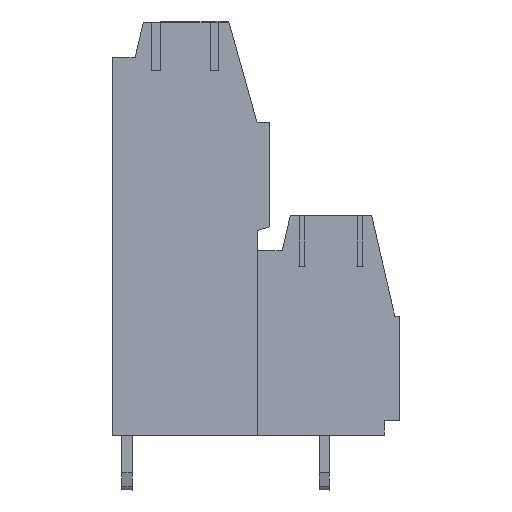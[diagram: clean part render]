
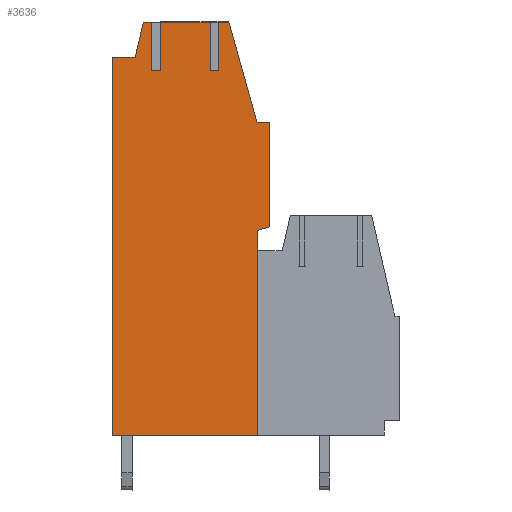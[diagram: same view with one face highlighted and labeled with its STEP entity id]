
A CAD part, left-side view. The second image highlights one B-rep face of the part: STEP entity #3636.
In plain terms, the highlighted planar face has unit normal (-1, 0, 0).
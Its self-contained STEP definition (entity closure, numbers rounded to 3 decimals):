
#3576=AXIS2_PLACEMENT_3D('Plane Axis2P3D',#3573,#3574,#3575) ;
#1061=CARTESIAN_POINT('Vertex',(0.,8.3,3.2)) ;
#1064=CARTESIAN_POINT('Line Origine',(0.,12.525,3.2)) ;
#1068=CARTESIAN_POINT('Vertex',(0.,16.75,3.2)) ;
#1886=CARTESIAN_POINT('Line Origine',(0.,16.75,14.225)) ;
#1890=CARTESIAN_POINT('Vertex',(0.,16.75,25.25)) ;
#2010=CARTESIAN_POINT('Vertex',(0.,8.3,15.15)) ;
#2013=CARTESIAN_POINT('Line Origine',(0.,8.3,9.175)) ;
#2174=CARTESIAN_POINT('Vertex',(0.,14.95,27.3)) ;
#2177=CARTESIAN_POINT('Line Origine',(0.,14.7,27.3)) ;
#2181=CARTESIAN_POINT('Vertex',(0.,14.45,27.3)) ;
#2230=CARTESIAN_POINT('Vertex',(0.,13.95,27.3)) ;
#2233=CARTESIAN_POINT('Line Origine',(0.,12.5,27.3)) ;
#2237=CARTESIAN_POINT('Vertex',(0.,11.05,27.3)) ;
#2286=CARTESIAN_POINT('Vertex',(0.,10.55,27.3)) ;
#2289=CARTESIAN_POINT('Line Origine',(0.,10.25,27.3)) ;
#2293=CARTESIAN_POINT('Vertex',(0.,9.95,27.3)) ;
#2605=CARTESIAN_POINT('Line Origine',(0.,9.131,24.375)) ;
#2609=CARTESIAN_POINT('Vertex',(0.,8.311,21.45)) ;
#2629=CARTESIAN_POINT('Line Origine',(0.,7.956,21.45)) ;
#2633=CARTESIAN_POINT('Vertex',(0.,7.6,21.45)) ;
#2653=CARTESIAN_POINT('Line Origine',(0.,7.6,18.4)) ;
#2657=CARTESIAN_POINT('Vertex',(0.,7.6,15.35)) ;
#3017=CARTESIAN_POINT('Line Origine',(0.,7.95,15.25)) ;
#3034=CARTESIAN_POINT('Line Origine',(0.,16.088,25.25)) ;
#3038=CARTESIAN_POINT('Vertex',(0.,15.425,25.25)) ;
#3058=CARTESIAN_POINT('Line Origine',(0.,15.188,26.275)) ;
#3573=CARTESIAN_POINT('Axis2P3D Location',(0.,7.6,0.)) ;
#3578=CARTESIAN_POINT('Line Origine',(0.,13.95,25.875)) ;
#3582=CARTESIAN_POINT('Vertex',(0.,13.95,24.45)) ;
#3585=CARTESIAN_POINT('Line Origine',(0.,14.2,24.45)) ;
#3589=CARTESIAN_POINT('Vertex',(0.,14.45,24.45)) ;
#3592=CARTESIAN_POINT('Line Origine',(0.,14.45,25.875)) ;
#3597=CARTESIAN_POINT('Line Origine',(0.,10.55,25.875)) ;
#3601=CARTESIAN_POINT('Vertex',(0.,10.55,24.45)) ;
#3604=CARTESIAN_POINT('Line Origine',(0.,10.8,24.45)) ;
#3608=CARTESIAN_POINT('Vertex',(0.,11.05,24.45)) ;
#3611=CARTESIAN_POINT('Line Origine',(0.,11.05,25.875)) ;
#1065=DIRECTION('Vector Direction',(0.,1.,0.)) ;
#1887=DIRECTION('Vector Direction',(0.,0.,1.)) ;
#2014=DIRECTION('Vector Direction',(0.,0.,-1.)) ;
#2178=DIRECTION('Vector Direction',(0.,-1.,0.)) ;
#2234=DIRECTION('Vector Direction',(0.,-1.,0.)) ;
#2290=DIRECTION('Vector Direction',(0.,-1.,0.)) ;
#2606=DIRECTION('Vector Direction',(0.,-0.27,-0.963)) ;
#2630=DIRECTION('Vector Direction',(0.,-1.,0.)) ;
#2654=DIRECTION('Vector Direction',(0.,0.,-1.)) ;
#3018=DIRECTION('Vector Direction',(0.,0.962,-0.275)) ;
#3035=DIRECTION('Vector Direction',(0.,-1.,0.)) ;
#3059=DIRECTION('Vector Direction',(0.,-0.226,0.974)) ;
#3574=DIRECTION('Axis2P3D Direction',(-1.,0.,0.)) ;
#3575=DIRECTION('Axis2P3D XDirection',(0.,0.,1.)) ;
#3579=DIRECTION('Vector Direction',(0.,0.,1.)) ;
#3586=DIRECTION('Vector Direction',(0.,-1.,0.)) ;
#3593=DIRECTION('Vector Direction',(0.,0.,1.)) ;
#3598=DIRECTION('Vector Direction',(0.,0.,1.)) ;
#3605=DIRECTION('Vector Direction',(0.,-1.,0.)) ;
#3612=DIRECTION('Vector Direction',(0.,0.,1.)) ;
#1066=VECTOR('Line Direction',#1065,1.) ;
#1888=VECTOR('Line Direction',#1887,1.) ;
#2015=VECTOR('Line Direction',#2014,1.) ;
#2179=VECTOR('Line Direction',#2178,1.) ;
#2235=VECTOR('Line Direction',#2234,1.) ;
#2291=VECTOR('Line Direction',#2290,1.) ;
#2607=VECTOR('Line Direction',#2606,1.) ;
#2631=VECTOR('Line Direction',#2630,1.) ;
#2655=VECTOR('Line Direction',#2654,1.) ;
#3019=VECTOR('Line Direction',#3018,1.) ;
#3036=VECTOR('Line Direction',#3035,1.) ;
#3060=VECTOR('Line Direction',#3059,1.) ;
#3580=VECTOR('Line Direction',#3579,1.) ;
#3587=VECTOR('Line Direction',#3586,1.) ;
#3594=VECTOR('Line Direction',#3593,1.) ;
#3599=VECTOR('Line Direction',#3598,1.) ;
#3606=VECTOR('Line Direction',#3605,1.) ;
#3613=VECTOR('Line Direction',#3612,1.) ;
#3617=ORIENTED_EDGE('',*,*,#2239,.T.) ;
#3618=ORIENTED_EDGE('',*,*,#3584,.F.) ;
#3619=ORIENTED_EDGE('',*,*,#3591,.F.) ;
#3620=ORIENTED_EDGE('',*,*,#3596,.T.) ;
#3621=ORIENTED_EDGE('',*,*,#2183,.T.) ;
#3622=ORIENTED_EDGE('',*,*,#3062,.T.) ;
#3623=ORIENTED_EDGE('',*,*,#3040,.T.) ;
#3624=ORIENTED_EDGE('',*,*,#1892,.T.) ;
#3625=ORIENTED_EDGE('',*,*,#1070,.T.) ;
#3626=ORIENTED_EDGE('',*,*,#2017,.T.) ;
#3627=ORIENTED_EDGE('',*,*,#3021,.T.) ;
#3628=ORIENTED_EDGE('',*,*,#2659,.T.) ;
#3629=ORIENTED_EDGE('',*,*,#2635,.T.) ;
#3630=ORIENTED_EDGE('',*,*,#2611,.T.) ;
#3631=ORIENTED_EDGE('',*,*,#2295,.T.) ;
#3632=ORIENTED_EDGE('',*,*,#3603,.F.) ;
#3633=ORIENTED_EDGE('',*,*,#3610,.F.) ;
#3634=ORIENTED_EDGE('',*,*,#3615,.T.) ;
#3636=ADVANCED_FACE('Hauptk\X2\00F6\X0\rper',(#3635),#3577,.T.) ;
#1070=EDGE_CURVE('',#1069,#1062,#1067,.F.) ;
#1892=EDGE_CURVE('',#1891,#1069,#1889,.F.) ;
#2017=EDGE_CURVE('',#1062,#2011,#2016,.F.) ;
#2183=EDGE_CURVE('',#2182,#2175,#2180,.F.) ;
#2239=EDGE_CURVE('',#2238,#2231,#2236,.F.) ;
#2295=EDGE_CURVE('',#2294,#2287,#2292,.F.) ;
#2611=EDGE_CURVE('',#2610,#2294,#2608,.F.) ;
#2635=EDGE_CURVE('',#2634,#2610,#2632,.F.) ;
#2659=EDGE_CURVE('',#2658,#2634,#2656,.F.) ;
#3021=EDGE_CURVE('',#2011,#2658,#3020,.F.) ;
#3040=EDGE_CURVE('',#3039,#1891,#3037,.F.) ;
#3062=EDGE_CURVE('',#2175,#3039,#3061,.F.) ;
#3584=EDGE_CURVE('',#3583,#2231,#3581,.T.) ;
#3591=EDGE_CURVE('',#3590,#3583,#3588,.T.) ;
#3596=EDGE_CURVE('',#3590,#2182,#3595,.T.) ;
#3603=EDGE_CURVE('',#3602,#2287,#3600,.T.) ;
#3610=EDGE_CURVE('',#3609,#3602,#3607,.T.) ;
#3615=EDGE_CURVE('',#3609,#2238,#3614,.T.) ;
#3616=EDGE_LOOP('',(#3617,#3618,#3619,#3620,#3621,#3622,#3623,#3624,#3625,#3626,#3627,#3628,#3629,#3630,#3631,#3632,#3633,#3634)) ;
#3635=FACE_OUTER_BOUND('',#3616,.T.) ;
#1067=LINE('Line',#1064,#1066) ;
#1889=LINE('Line',#1886,#1888) ;
#2016=LINE('Line',#2013,#2015) ;
#2180=LINE('Line',#2177,#2179) ;
#2236=LINE('Line',#2233,#2235) ;
#2292=LINE('Line',#2289,#2291) ;
#2608=LINE('Line',#2605,#2607) ;
#2632=LINE('Line',#2629,#2631) ;
#2656=LINE('Line',#2653,#2655) ;
#3020=LINE('Line',#3017,#3019) ;
#3037=LINE('Line',#3034,#3036) ;
#3061=LINE('Line',#3058,#3060) ;
#3581=LINE('Line',#3578,#3580) ;
#3588=LINE('Line',#3585,#3587) ;
#3595=LINE('Line',#3592,#3594) ;
#3600=LINE('Line',#3597,#3599) ;
#3607=LINE('Line',#3604,#3606) ;
#3614=LINE('Line',#3611,#3613) ;
#3577=PLANE('',#3576) ;
#1062=VERTEX_POINT('',#1061) ;
#1069=VERTEX_POINT('',#1068) ;
#1891=VERTEX_POINT('',#1890) ;
#2011=VERTEX_POINT('',#2010) ;
#2175=VERTEX_POINT('',#2174) ;
#2182=VERTEX_POINT('',#2181) ;
#2231=VERTEX_POINT('',#2230) ;
#2238=VERTEX_POINT('',#2237) ;
#2287=VERTEX_POINT('',#2286) ;
#2294=VERTEX_POINT('',#2293) ;
#2610=VERTEX_POINT('',#2609) ;
#2634=VERTEX_POINT('',#2633) ;
#2658=VERTEX_POINT('',#2657) ;
#3039=VERTEX_POINT('',#3038) ;
#3583=VERTEX_POINT('',#3582) ;
#3590=VERTEX_POINT('',#3589) ;
#3602=VERTEX_POINT('',#3601) ;
#3609=VERTEX_POINT('',#3608) ;
